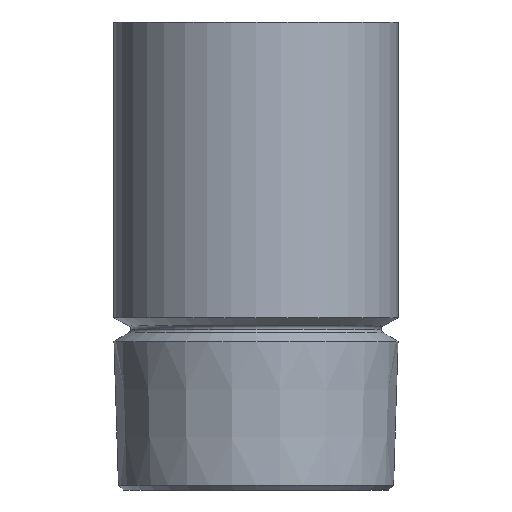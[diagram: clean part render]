
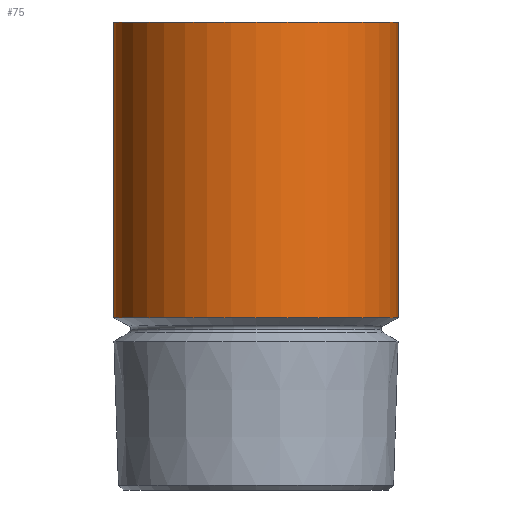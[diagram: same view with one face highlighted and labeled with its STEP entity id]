
A CAD part, front view. The second image highlights one B-rep face of the part: STEP entity #75.
In plain terms, the highlighted cylindrical face has radius 10.65 mm (diameter 21.3 mm), a partial arc.
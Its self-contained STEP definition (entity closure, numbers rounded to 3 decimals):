
#75 = ADVANCED_FACE ( 'NONE', ( #313 ), #399, .T. ) ;
#76 = EDGE_LOOP ( 'NONE', ( #77, #78, #104, #105 ) ) ;
#77 = ORIENTED_EDGE ( 'NONE', *, *, #80, .F. ) ;
#78 = ORIENTED_EDGE ( 'NONE', *, *, #79, .F. ) ;
#79 = EDGE_CURVE ( 'NONE', #157, #154, #398, .T. ) ;
#80 = EDGE_CURVE ( 'NONE', #154, #81, #389, .T. ) ;
#81 = VERTEX_POINT ( 'NONE', #385 ) ;
#84 = VERTEX_POINT ( 'NONE', #379 ) ;
#86 = EDGE_CURVE ( 'NONE', #157, #84, #378, .T. ) ;
#104 = ORIENTED_EDGE ( 'NONE', *, *, #86, .T. ) ;
#105 = ORIENTED_EDGE ( 'NONE', *, *, #106, .F. ) ;
#106 = EDGE_CURVE ( 'NONE', #81, #84, #197, .T. ) ;
#154 = VERTEX_POINT ( 'NONE', #447 ) ;
#157 = VERTEX_POINT ( 'NONE', #448 ) ;
#193 = DIRECTION ( 'NONE',  ( 1., 0., 0. ) ) ;
#194 = DIRECTION ( 'NONE',  ( 0., 0., 1. ) ) ;
#195 = CARTESIAN_POINT ( 'NONE',  ( 0., 0., 0. ) ) ;
#196 = AXIS2_PLACEMENT_3D ( 'NONE', #195, #194, #193 ) ;
#197 = CIRCLE ( 'NONE', #196, 10.65 ) ;
#303 = DIRECTION ( 'NONE',  ( 0., 0., 1. ) ) ;
#313 = FACE_OUTER_BOUND ( 'NONE', #76, .T. ) ;
#376 = VECTOR ( 'NONE', #303, 1000. ) ;
#377 = CARTESIAN_POINT ( 'NONE',  ( 10.65, 0., 0. ) ) ;
#378 = LINE ( 'NONE', #377, #376 ) ;
#379 = CARTESIAN_POINT ( 'NONE',  ( 10.65, 0., 0. ) ) ;
#385 = CARTESIAN_POINT ( 'NONE',  ( -10.65, 0., 0. ) ) ;
#386 = DIRECTION ( 'NONE',  ( 0., 0., 1. ) ) ;
#387 = VECTOR ( 'NONE', #386, 1000. ) ;
#388 = CARTESIAN_POINT ( 'NONE',  ( -10.65, 0., 0. ) ) ;
#389 = LINE ( 'NONE', #388, #387 ) ;
#390 = DIRECTION ( 'NONE',  ( 1., 0., 0. ) ) ;
#391 = DIRECTION ( 'NONE',  ( 0., 0., -1. ) ) ;
#392 = CARTESIAN_POINT ( 'NONE',  ( 0., 0., -22.109 ) ) ;
#393 = AXIS2_PLACEMENT_3D ( 'NONE', #392, #391, #390 ) ;
#394 = DIRECTION ( 'NONE',  ( 1., 0., 0. ) ) ;
#395 = DIRECTION ( 'NONE',  ( 0., 0., 1. ) ) ;
#396 = CARTESIAN_POINT ( 'NONE',  ( 0., 0., 0. ) ) ;
#397 = AXIS2_PLACEMENT_3D ( 'NONE', #396, #395, #394 ) ;
#398 = CIRCLE ( 'NONE', #393, 10.65 ) ;
#399 = CYLINDRICAL_SURFACE ( 'NONE', #397, 10.65 ) ;
#447 = CARTESIAN_POINT ( 'NONE',  ( -10.65, 0., -22.109 ) ) ;
#448 = CARTESIAN_POINT ( 'NONE',  ( 10.65, 0., -22.109 ) ) ;
